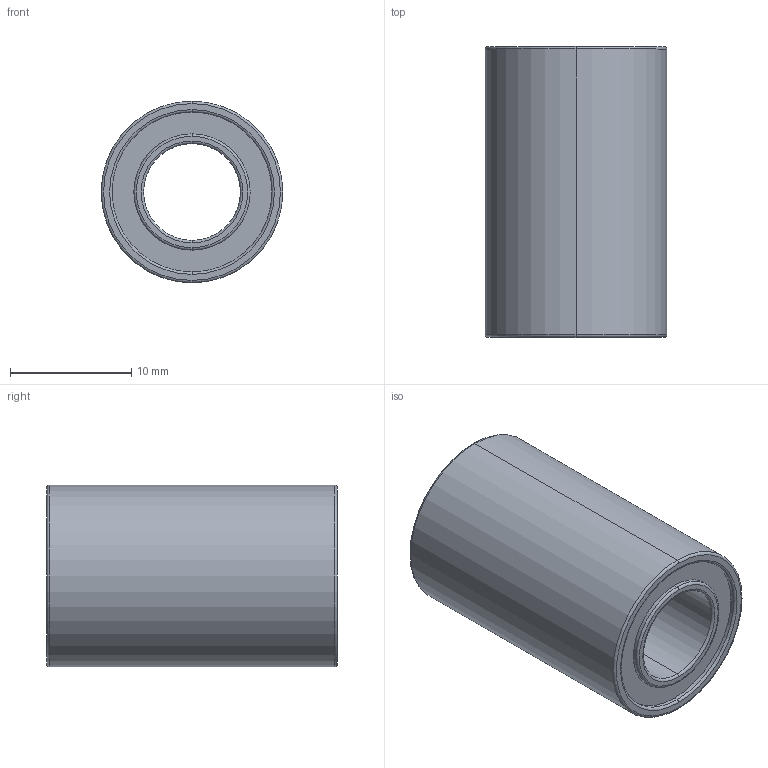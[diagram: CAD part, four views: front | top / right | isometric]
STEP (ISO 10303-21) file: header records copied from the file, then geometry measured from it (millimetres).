
FILE_DESCRIPTION(('FreeCAD Model'),'2;1');
FILE_NAME('Open CASCADE Shape Model','2021-05-11T11:59:12',('Author'),( ''),'Open CASCADE STEP processor 7.5','FreeCAD','Unknown');
FILE_SCHEMA(('AUTOMOTIVE_DESIGN { 1 0 10303 214 1 1 1 1 }'));
Length unit declared in the file: millimetre
Products named in the file (1): Linear Bearing 8x15x24mm_Linear Bearing 10x19x29mm002
Bounding box: 15 x 24 x 15 mm (x, y, z)
Volume: 2968.2 mm3; surface area: 2037.5 mm2
Topology: 1 solids, 1 shells, 32 faces, 64 edges, 38 vertices
Faces by surface type: torus 14, cylinder 12, plane 6
Entity records: 1739 total; most frequent: DIRECTION 304, CARTESIAN_POINT 299, ORIENTED_EDGE 128, PCURVE 128, DEFINITIONAL_REPRESENTATION 128, LINE 116, VECTOR 116, AXIS2_PLACEMENT_3D 85
